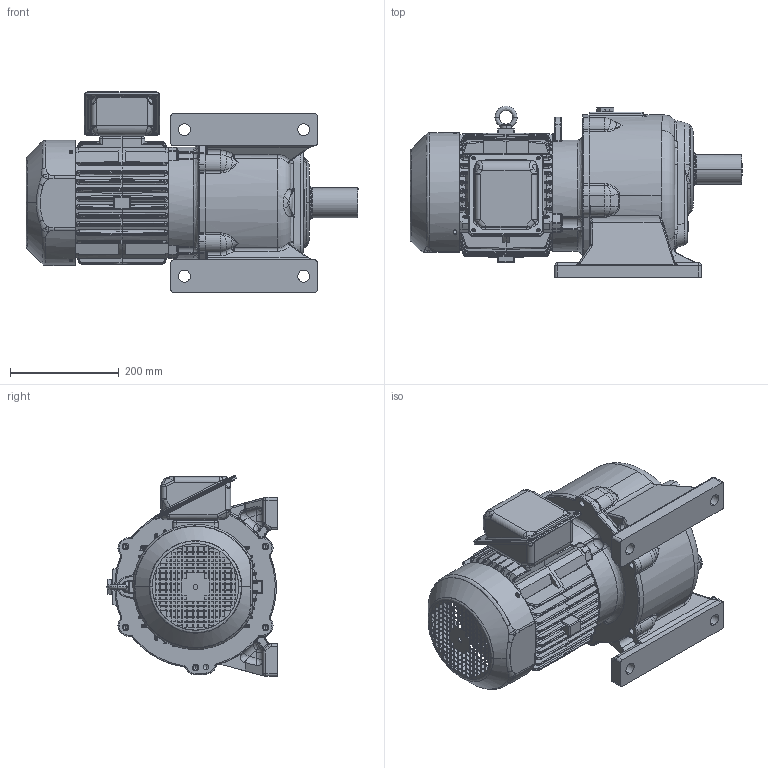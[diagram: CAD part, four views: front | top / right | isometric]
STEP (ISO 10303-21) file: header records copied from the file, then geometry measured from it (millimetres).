
FILE_DESCRIPTION (( 'STEP AP214' ), '1' );
FILE_NAME ('EK2DO07117_RPH_3.7KW_R75_CUSTOMER.STEP', '2024-01-25T05:52:26', ( '' ), ( '' ), 'SwSTEP 2.0', 'SolidWorks 2022', '' );
FILE_SCHEMA (( 'AUTOMOTIVE_DESIGN' ));
Length unit declared in the file: millimetre
Products named in the file (1): EK2DO07117_RPH_3.7KW_R75_CUSTOMER
Bounding box: 612 x 316.04 x 370.22 mm (x, y, z)
Volume: 16083905.8 mm3; surface area: 1521208.3 mm2
Topology: 13 solids, 13 shells, 4079 faces, 10746 edges, 6638 vertices
Faces by surface type: cylinder 1532, plane 1283, bspline 1030, cone 146, torus 72, sphere 16
Entity records: 213828 total; most frequent: CARTESIAN_POINT 74336, ORIENTED_EDGE 21236, DIRECTION 17708, EDGE_CURVE 10618, VERTEX_POINT 6638, AXIS2_PLACEMENT_3D 6384, LINE 4940, VECTOR 4940
